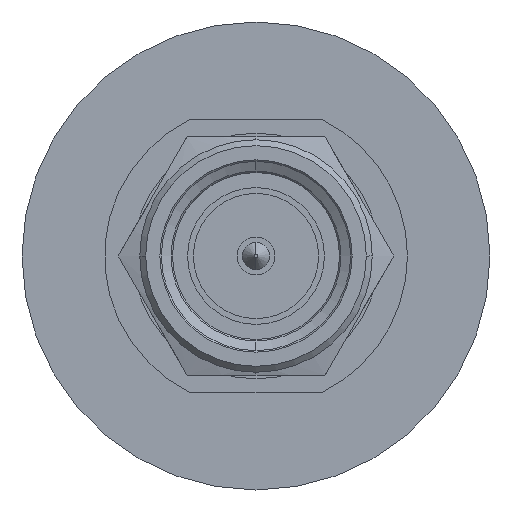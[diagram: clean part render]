
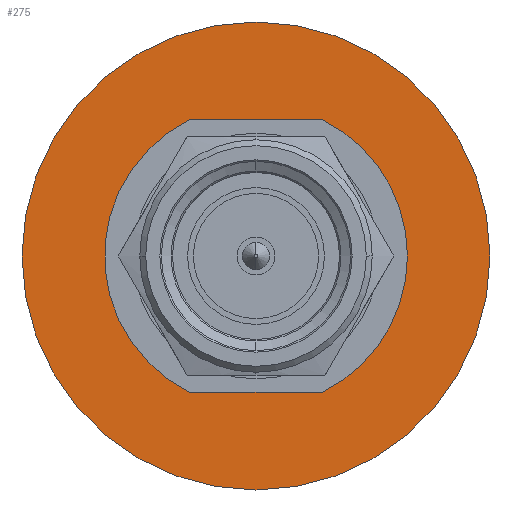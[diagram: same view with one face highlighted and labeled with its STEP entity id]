
A CAD part, left-side view. The second image highlights one B-rep face of the part: STEP entity #275.
In plain terms, the highlighted planar face has unit normal (-1, 0, 0).
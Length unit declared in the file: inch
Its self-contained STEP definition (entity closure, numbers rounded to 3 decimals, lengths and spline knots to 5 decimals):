
#39 = CARTESIAN_POINT ( 'NONE',  ( -0.40429, 0.38081, 0. ) ) ;
#98 = EDGE_CURVE ( 'NONE', #1802, #568, #2871, .T. ) ;
#135 = CARTESIAN_POINT ( 'NONE',  ( -0.40429, 0.38081, 0. ) ) ;
#148 = CARTESIAN_POINT ( 'NONE',  ( -0.40429, 0.29363, -0.18 ) ) ;
#196 = AXIS2_PLACEMENT_3D ( 'NONE', #2105, #519, #1784 ) ;
#275 = ADVANCED_FACE ( 'NONE', ( #3559, #618 ), #1300, .F. ) ;
#307 = CARTESIAN_POINT ( 'NONE',  ( -0.40429, 0.58081, 0. ) ) ;
#391 = EDGE_CURVE ( 'NONE', #2369, #568, #1694, .T. ) ;
#461 = EDGE_CURVE ( 'NONE', #3344, #2767, #870, .T. ) ;
#519 = DIRECTION ( 'NONE',  ( -1., 0., 0. ) ) ;
#568 = VERTEX_POINT ( 'NONE', #3323 ) ;
#581 = CIRCLE ( 'NONE', #2355, 0.30906 ) ;
#618 = FACE_OUTER_BOUND ( 'NONE', #2025, .T. ) ;
#648 = VECTOR ( 'NONE', #1297, 39.37008 ) ;
#722 = ORIENTED_EDGE ( 'NONE', *, *, #908, .F. ) ;
#859 = ORIENTED_EDGE ( 'NONE', *, *, #1823, .T. ) ;
#870 = CIRCLE ( 'NONE', #939, 0.30906 ) ;
#881 = VECTOR ( 'NONE', #1649, 39.37008 ) ;
#908 = EDGE_CURVE ( 'NONE', #2369, #2172, #2769, .T. ) ;
#939 = AXIS2_PLACEMENT_3D ( 'NONE', #1146, #2418, #1839 ) ;
#1063 = CARTESIAN_POINT ( 'NONE',  ( -0.40429, 0.38081, 0. ) ) ;
#1116 = DIRECTION ( 'NONE',  ( 0., -1., 0. ) ) ;
#1146 = CARTESIAN_POINT ( 'NONE',  ( -0.40429, 0.38081, 0. ) ) ;
#1206 = VERTEX_POINT ( 'NONE', #2238 ) ;
#1279 = CARTESIAN_POINT ( 'NONE',  ( -0.40429, 0.46799, 0.18 ) ) ;
#1297 = DIRECTION ( 'NONE',  ( 0., -1., 0. ) ) ;
#1300 = PLANE ( 'NONE',  #3415 ) ;
#1306 = CIRCLE ( 'NONE', #3378, 0.2 ) ;
#1361 = EDGE_CURVE ( 'NONE', #2767, #3344, #581, .T. ) ;
#1513 = EDGE_LOOP ( 'NONE', ( #2437, #859, #3147, #722, #2970 ) ) ;
#1649 = DIRECTION ( 'NONE',  ( 0., 1., 0. ) ) ;
#1694 = LINE ( 'NONE', #4003, #881 ) ;
#1731 = DIRECTION ( 'NONE',  ( -1., 0., 0. ) ) ;
#1784 = DIRECTION ( 'NONE',  ( 0., -1., 0. ) ) ;
#1802 = VERTEX_POINT ( 'NONE', #1279 ) ;
#1823 = EDGE_CURVE ( 'NONE', #1802, #1206, #2897, .T. ) ;
#1839 = DIRECTION ( 'NONE',  ( 0., -1., 0. ) ) ;
#2025 = EDGE_LOOP ( 'NONE', ( #2805, #3551 ) ) ;
#2049 = CARTESIAN_POINT ( 'NONE',  ( -0.40429, 0.07176, 0. ) ) ;
#2105 = CARTESIAN_POINT ( 'NONE',  ( -0.40429, 0.38081, 0. ) ) ;
#2172 = VERTEX_POINT ( 'NONE', #3643 ) ;
#2222 = AXIS2_PLACEMENT_3D ( 'NONE', #1063, #1731, #3387 ) ;
#2238 = CARTESIAN_POINT ( 'NONE',  ( -0.40429, 0.29363, 0.18 ) ) ;
#2355 = AXIS2_PLACEMENT_3D ( 'NONE', #39, #2660, #3942 ) ;
#2369 = VERTEX_POINT ( 'NONE', #148 ) ;
#2418 = DIRECTION ( 'NONE',  ( -1., 0., 0. ) ) ;
#2437 = ORIENTED_EDGE ( 'NONE', *, *, #98, .F. ) ;
#2660 = DIRECTION ( 'NONE',  ( -1., 0., 0. ) ) ;
#2767 = VERTEX_POINT ( 'NONE', #3519 ) ;
#2769 = CIRCLE ( 'NONE', #2222, 0.2 ) ;
#2773 = DIRECTION ( 'NONE',  ( -1., 0., 0. ) ) ;
#2805 = ORIENTED_EDGE ( 'NONE', *, *, #461, .T. ) ;
#2871 = CIRCLE ( 'NONE', #196, 0.2 ) ;
#2897 = LINE ( 'NONE', #3896, #648 ) ;
#2970 = ORIENTED_EDGE ( 'NONE', *, *, #391, .T. ) ;
#3147 = ORIENTED_EDGE ( 'NONE', *, *, #4009, .F. ) ;
#3323 = CARTESIAN_POINT ( 'NONE',  ( -0.40429, 0.46799, -0.18 ) ) ;
#3344 = VERTEX_POINT ( 'NONE', #2049 ) ;
#3378 = AXIS2_PLACEMENT_3D ( 'NONE', #135, #2773, #1116 ) ;
#3387 = DIRECTION ( 'NONE',  ( 0., -1., 0. ) ) ;
#3415 = AXIS2_PLACEMENT_3D ( 'NONE', #307, #3525, #3921 ) ;
#3519 = CARTESIAN_POINT ( 'NONE',  ( -0.40429, 0.68987, 0. ) ) ;
#3525 = DIRECTION ( 'NONE',  ( 1., 0., 0. ) ) ;
#3551 = ORIENTED_EDGE ( 'NONE', *, *, #1361, .T. ) ;
#3559 = FACE_BOUND ( 'NONE', #1513, .T. ) ;
#3643 = CARTESIAN_POINT ( 'NONE',  ( -0.40429, 0.18081, 0. ) ) ;
#3896 = CARTESIAN_POINT ( 'NONE',  ( -0.40429, 0.49549, 0.18 ) ) ;
#3921 = DIRECTION ( 'NONE',  ( 0., 1., 0. ) ) ;
#3942 = DIRECTION ( 'NONE',  ( 0., -1., 0. ) ) ;
#4003 = CARTESIAN_POINT ( 'NONE',  ( -0.40429, 0.49549, -0.18 ) ) ;
#4009 = EDGE_CURVE ( 'NONE', #2172, #1206, #1306, .T. ) ;
